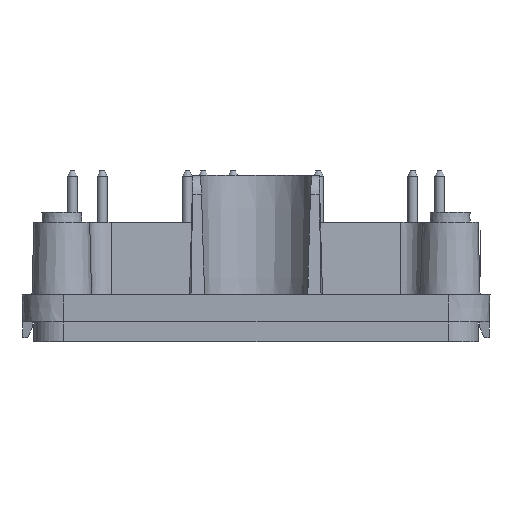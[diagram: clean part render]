
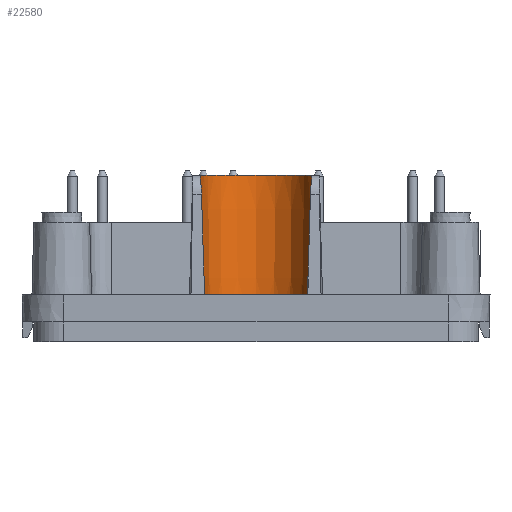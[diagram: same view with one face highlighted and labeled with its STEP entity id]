
A CAD part, left-side view. The second image highlights one B-rep face of the part: STEP entity #22580.
In plain terms, the highlighted conical face has half-angle 1 degrees and reference radius 5.538 mm.
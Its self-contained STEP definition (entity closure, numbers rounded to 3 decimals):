
#198=B_SPLINE_CURVE_WITH_KNOTS('',3,(#30251,#30252,#30253,#30254,#30255),
 .UNSPECIFIED.,.F.,.F.,(4,1,4),(0.,0.002,0.003),
 .UNSPECIFIED.);
#199=B_SPLINE_CURVE_WITH_KNOTS('',3,(#30263,#30264,#30265,#30266,#30267),
 .UNSPECIFIED.,.F.,.F.,(4,1,4),(0.,0.002,
0.003),.UNSPECIFIED.);
#703=CONICAL_SURFACE('',#23699,5.538,0.017);
#910=CIRCLE('',#23689,5.375);
#912=CIRCLE('',#23695,5.585);
#913=CIRCLE('',#23700,5.346);
#1671=ELLIPSE('',#23692,126.261,6.231);
#1672=ELLIPSE('',#23698,126.261,6.231);
#2082=ORIENTED_EDGE('',*,*,#6933,.T.);
#2083=ORIENTED_EDGE('',*,*,#6932,.T.);
#2084=ORIENTED_EDGE('',*,*,#6930,.T.);
#2085=ORIENTED_EDGE('',*,*,#6928,.T.);
#2086=ORIENTED_EDGE('',*,*,#6926,.T.);
#2087=ORIENTED_EDGE('',*,*,#6924,.T.);
#2088=ORIENTED_EDGE('',*,*,#6920,.T.);
#6920=EDGE_CURVE('',#9352,#9351,#910,.T.);
#6924=EDGE_CURVE('',#9354,#9352,#1671,.F.);
#6926=EDGE_CURVE('',#9355,#9354,#198,.T.);
#6928=EDGE_CURVE('',#9356,#9355,#912,.F.);
#6930=EDGE_CURVE('',#9357,#9356,#199,.T.);
#6932=EDGE_CURVE('',#9351,#9357,#1672,.F.);
#6933=EDGE_CURVE('',#9358,#9358,#913,.F.);
#9351=VERTEX_POINT('',#30239);
#9352=VERTEX_POINT('',#30241);
#9354=VERTEX_POINT('',#30248);
#9355=VERTEX_POINT('',#30256);
#9356=VERTEX_POINT('',#30260);
#9357=VERTEX_POINT('',#30268);
#9358=VERTEX_POINT('',#30274);
#13556=EDGE_LOOP('',(#2082));
#13557=EDGE_LOOP('',(#2083,#2084,#2085,#2086,#2087,#2088));
#14870=FACE_BOUND('',#13556,.T.);
#14871=FACE_BOUND('',#13557,.T.);
#22580=ADVANCED_FACE('',(#14870,#14871),#703,.F.);
#23689=AXIS2_PLACEMENT_3D('',#30240,#25602,#25603);
#23692=AXIS2_PLACEMENT_3D('',#30247,#25610,#25611);
#23695=AXIS2_PLACEMENT_3D('',#30259,#25618,#25619);
#23698=AXIS2_PLACEMENT_3D('',#30271,#25626,#25627);
#23699=AXIS2_PLACEMENT_3D('',#30272,#25628,#25629);
#23700=AXIS2_PLACEMENT_3D('',#30273,#25630,#25631);
#25602=DIRECTION('',(0.,0.,1.));
#25603=DIRECTION('',(-1.,0.,0.));
#25610=DIRECTION('',(0.999,0.,-0.052));
#25611=DIRECTION('',(0.052,0.,0.999));
#25618=DIRECTION('',(0.,0.,-1.));
#25619=DIRECTION('',(1.,0.,0.));
#25626=DIRECTION('',(0.999,0.,-0.052));
#25627=DIRECTION('',(0.052,0.,0.999));
#25628=DIRECTION('',(0.,0.,1.));
#25629=DIRECTION('',(-1.,0.,0.));
#25630=DIRECTION('',(0.,0.,1.));
#25631=DIRECTION('',(-1.,0.,0.));
#30239=CARTESIAN_POINT('',(-48.,-5.162,1.4));
#30240=CARTESIAN_POINT('',(-46.5,0.,1.4));
#30241=CARTESIAN_POINT('',(-48.,5.162,1.4));
#30247=CARTESIAN_POINT('',(-44.299,0.,72.017));
#30248=CARTESIAN_POINT('',(-47.47,5.466,11.505));
#30251=CARTESIAN_POINT('',(-45.473,5.49,13.4));
#30252=CARTESIAN_POINT('',(-45.977,5.584,13.4));
#30253=CARTESIAN_POINT('',(-46.987,5.597,12.996));
#30254=CARTESIAN_POINT('',(-47.444,5.48,12.016));
#30255=CARTESIAN_POINT('',(-47.47,5.466,11.505));
#30256=CARTESIAN_POINT('',(-45.473,5.49,13.4));
#30259=CARTESIAN_POINT('',(-46.5,0.,13.4));
#30260=CARTESIAN_POINT('',(-45.473,-5.49,13.4));
#30263=CARTESIAN_POINT('',(-47.47,-5.466,11.505));
#30264=CARTESIAN_POINT('',(-47.444,-5.48,12.016));
#30265=CARTESIAN_POINT('',(-46.988,-5.597,12.995));
#30266=CARTESIAN_POINT('',(-45.977,-5.584,13.4));
#30267=CARTESIAN_POINT('',(-45.473,-5.49,13.4));
#30268=CARTESIAN_POINT('',(-47.47,-5.466,11.505));
#30271=CARTESIAN_POINT('',(-44.299,0.,72.017));
#30272=CARTESIAN_POINT('',(-46.5,0.,10.697));
#30273=CARTESIAN_POINT('',(-46.5,0.,-0.3));
#30274=CARTESIAN_POINT('',(-51.846,0.,-0.3));
